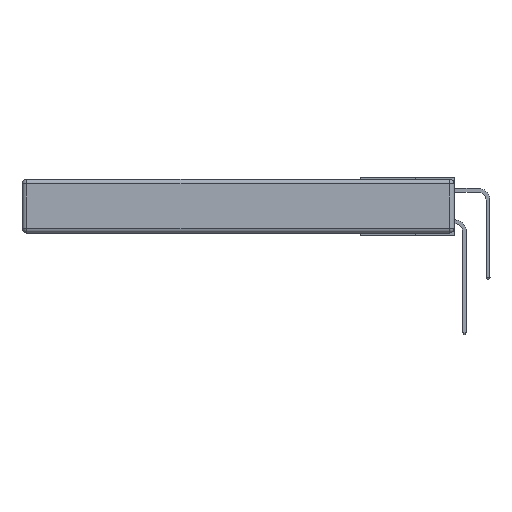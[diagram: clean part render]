
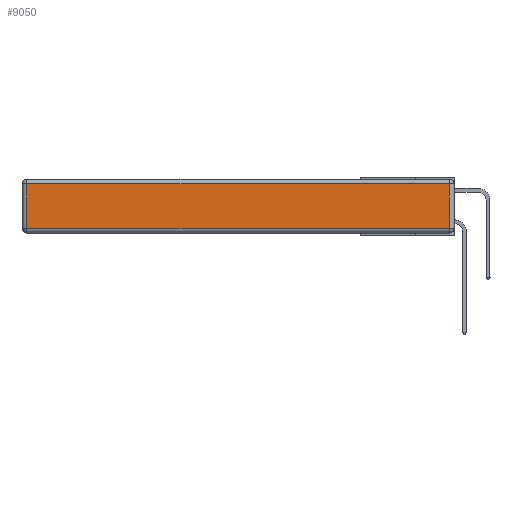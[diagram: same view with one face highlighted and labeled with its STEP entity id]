
A CAD part, left-side view. The second image highlights one B-rep face of the part: STEP entity #9050.
In plain terms, the highlighted planar face has unit normal (-1, 0, 0).
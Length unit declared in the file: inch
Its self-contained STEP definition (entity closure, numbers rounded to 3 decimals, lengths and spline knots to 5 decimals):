
#1657 = DIRECTION ( 'NONE',  ( 0., 1., 0. ) ) ;
#2732 = EDGE_CURVE ( 'NONE', #14166, #19721, #9504, .T. ) ;
#4389 = CARTESIAN_POINT ( 'NONE',  ( 0., 2.72, -0.343 ) ) ;
#6193 = CARTESIAN_POINT ( 'NONE',  ( 0., 0., -0.313 ) ) ;
#7118 = VECTOR ( 'NONE', #31879, 39.37008 ) ;
#8376 = CARTESIAN_POINT ( 'NONE',  ( 0., 0.03, -0.03 ) ) ;
#8996 = CARTESIAN_POINT ( 'NONE',  ( 0., 2.75, -0.03 ) ) ;
#9050 = ADVANCED_FACE ( 'NONE', ( #24335 ), #29755, .T. ) ;
#9436 = CARTESIAN_POINT ( 'NONE',  ( 0., 0.03, -0.343 ) ) ;
#9504 = LINE ( 'NONE', #6193, #7118 ) ;
#9926 = VERTEX_POINT ( 'NONE', #8376 ) ;
#13792 = VECTOR ( 'NONE', #19767, 39.37008 ) ;
#14166 = VERTEX_POINT ( 'NONE', #24105 ) ;
#15267 = EDGE_CURVE ( 'NONE', #26044, #14166, #22639, .T. ) ;
#15788 = EDGE_LOOP ( 'NONE', ( #27252, #24017, #17108, #16189 ) ) ;
#16189 = ORIENTED_EDGE ( 'NONE', *, *, #15267, .T. ) ;
#17108 = ORIENTED_EDGE ( 'NONE', *, *, #22542, .T. ) ;
#17484 = VECTOR ( 'NONE', #19904, 39.37008 ) ;
#19721 = VERTEX_POINT ( 'NONE', #24678 ) ;
#19767 = DIRECTION ( 'NONE',  ( 0., 0., -1. ) ) ;
#19904 = DIRECTION ( 'NONE',  ( 0., 0., 1. ) ) ;
#21130 = AXIS2_PLACEMENT_3D ( 'NONE', #22120, #29975, #25025 ) ;
#21160 = CARTESIAN_POINT ( 'NONE',  ( 0., 2.72, -0.03 ) ) ;
#21868 = VECTOR ( 'NONE', #1657, 39.37008 ) ;
#22120 = CARTESIAN_POINT ( 'NONE',  ( 0., 0., -0.343 ) ) ;
#22542 = EDGE_CURVE ( 'NONE', #9926, #26044, #25080, .T. ) ;
#22639 = LINE ( 'NONE', #4389, #13792 ) ;
#23336 = EDGE_CURVE ( 'NONE', #19721, #9926, #23987, .T. ) ;
#23987 = LINE ( 'NONE', #9436, #17484 ) ;
#24017 = ORIENTED_EDGE ( 'NONE', *, *, #23336, .T. ) ;
#24105 = CARTESIAN_POINT ( 'NONE',  ( 0., 2.72, -0.313 ) ) ;
#24335 = FACE_OUTER_BOUND ( 'NONE', #15788, .T. ) ;
#24678 = CARTESIAN_POINT ( 'NONE',  ( 0., 0.03, -0.313 ) ) ;
#25025 = DIRECTION ( 'NONE',  ( 0., 0., 1. ) ) ;
#25080 = LINE ( 'NONE', #8996, #21868 ) ;
#26044 = VERTEX_POINT ( 'NONE', #21160 ) ;
#27252 = ORIENTED_EDGE ( 'NONE', *, *, #2732, .T. ) ;
#29755 = PLANE ( 'NONE',  #21130 ) ;
#29975 = DIRECTION ( 'NONE',  ( -1., 0., 0. ) ) ;
#31879 = DIRECTION ( 'NONE',  ( 0., -1., 0. ) ) ;
